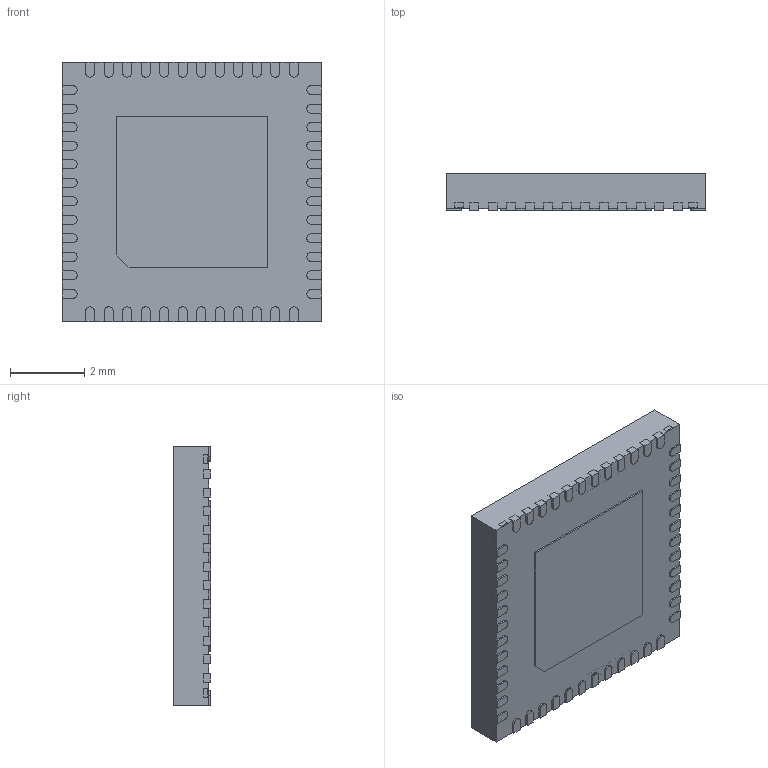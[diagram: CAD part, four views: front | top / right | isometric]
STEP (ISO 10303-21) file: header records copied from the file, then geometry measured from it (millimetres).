
FILE_DESCRIPTION (( 'STEP AP214' ), '1' );
FILE_NAME ('TPS65400RGZT.STEP', '2020-11-06T05:09:14', ( '' ), ( '' ), 'SwSTEP 2.0', 'SolidWorks 2017', '' );
FILE_SCHEMA (( 'AUTOMOTIVE_DESIGN' ));
Length unit declared in the file: millimetre
Products named in the file (1): TPS65400RGZT
Bounding box: 7 x 1 x 7 mm (x, y, z)
Volume: 47.6 mm3; surface area: 212.8 mm2
Topology: 4 solids, 4 shells, 590 faces, 2046 edges, 1364 vertices
Faces by surface type: plane 466, cylinder 124
Entity records: 22127 total; most frequent: ORIENTED_EDGE 4092, CARTESIAN_POINT 4001, DIRECTION 3476, EDGE_CURVE 2046, VECTOR 1798, LINE 1798, VERTEX_POINT 1364, AXIS2_PLACEMENT_3D 839
